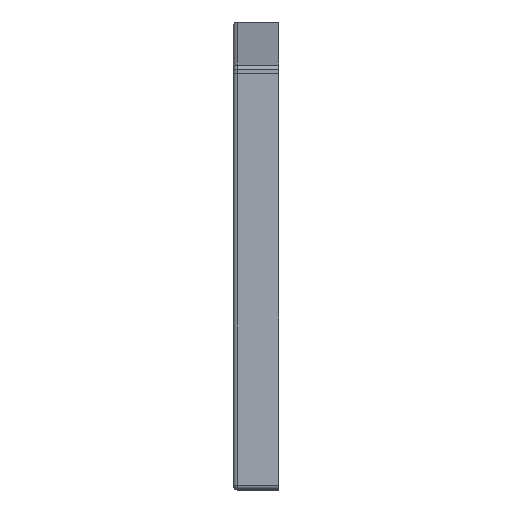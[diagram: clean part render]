
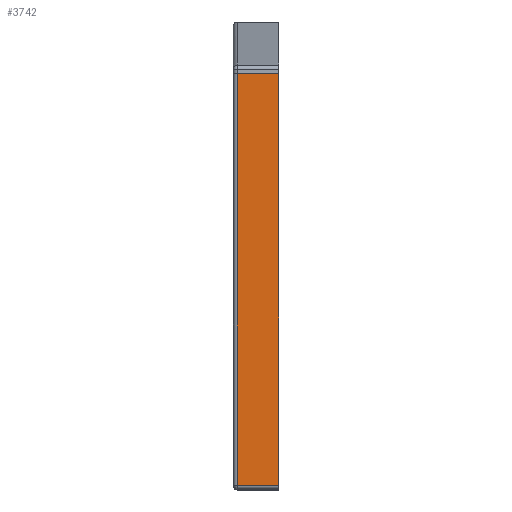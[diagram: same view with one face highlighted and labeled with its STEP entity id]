
A CAD part, left-side view. The second image highlights one B-rep face of the part: STEP entity #3742.
In plain terms, the highlighted planar face has unit normal (-1, 0, 0).
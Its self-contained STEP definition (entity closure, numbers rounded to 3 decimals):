
#232=FACE_OUTER_BOUND('',#446,.T.);
#446=EDGE_LOOP('',(#3091,#3092,#3093,#3094,#3095,#3096,#3097));
#589=LINE('',#5257,#1069);
#895=LINE('',#5917,#1375);
#896=LINE('',#5919,#1376);
#921=LINE('',#5972,#1401);
#922=LINE('',#5974,#1402);
#923=LINE('',#5975,#1403);
#924=LINE('',#5977,#1404);
#1069=VECTOR('',#4190,10.);
#1375=VECTOR('',#4700,10.);
#1376=VECTOR('',#4701,10.);
#1401=VECTOR('',#4778,10.);
#1402=VECTOR('',#4779,10.);
#1403=VECTOR('',#4780,10.);
#1404=VECTOR('',#4783,10.);
#1558=VERTEX_POINT('',#5254);
#1559=VERTEX_POINT('',#5256);
#1810=VERTEX_POINT('',#5914);
#1811=VERTEX_POINT('',#5916);
#1812=VERTEX_POINT('',#5918);
#1814=VERTEX_POINT('',#5971);
#1815=VERTEX_POINT('',#5973);
#1913=EDGE_CURVE('',#1558,#1559,#589,.T.);
#2248=EDGE_CURVE('',#1810,#1811,#895,.T.);
#2249=EDGE_CURVE('',#1811,#1812,#896,.T.);
#2275=EDGE_CURVE('',#1814,#1559,#921,.T.);
#2276=EDGE_CURVE('',#1814,#1815,#922,.T.);
#2277=EDGE_CURVE('',#1815,#1810,#923,.T.);
#2278=EDGE_CURVE('',#1812,#1558,#924,.T.);
#3091=ORIENTED_EDGE('',*,*,#1913,.F.);
#3092=ORIENTED_EDGE('',*,*,#2278,.F.);
#3093=ORIENTED_EDGE('',*,*,#2249,.F.);
#3094=ORIENTED_EDGE('',*,*,#2248,.F.);
#3095=ORIENTED_EDGE('',*,*,#2277,.F.);
#3096=ORIENTED_EDGE('',*,*,#2276,.F.);
#3097=ORIENTED_EDGE('',*,*,#2275,.T.);
#3558=PLANE('',#3999);
#3742=ADVANCED_FACE('',(#232),#3558,.T.);
#3999=AXIS2_PLACEMENT_3D('',#5976,#4781,#4782);
#4190=DIRECTION('',(0.,0.,1.));
#4700=DIRECTION('',(0.,0.,-1.));
#4701=DIRECTION('',(0.,0.,-1.));
#4778=DIRECTION('',(0.,1.,0.));
#4779=DIRECTION('',(0.,-1.,0.));
#4780=DIRECTION('',(0.,-1.,0.));
#4781=DIRECTION('center_axis',(-1.,0.,0.));
#4782=DIRECTION('ref_axis',(0.,0.,-1.));
#4783=DIRECTION('',(0.,1.,0.));
#5254=CARTESIAN_POINT('',(-117.822,4.,-50.694));
#5256=CARTESIAN_POINT('',(-117.802,4.,48.836));
#5257=CARTESIAN_POINT('',(-117.8,4.,55.93));
#5914=CARTESIAN_POINT('',(-117.802,-6.,48.836));
#5916=CARTESIAN_POINT('',(-117.802,-6.,48.83));
#5917=CARTESIAN_POINT('',(-117.812,-6.,-0.486));
#5918=CARTESIAN_POINT('',(-117.822,-6.,-50.694));
#5919=CARTESIAN_POINT('',(-117.812,-6.,-0.486));
#5971=CARTESIAN_POINT('',(-117.802,-4.,48.836));
#5972=CARTESIAN_POINT('',(-117.802,0.,48.836));
#5973=CARTESIAN_POINT('',(-117.802,-5.,48.836));
#5974=CARTESIAN_POINT('',(-117.802,-4.,48.836));
#5975=CARTESIAN_POINT('',(-117.802,-5.,48.836));
#5976=CARTESIAN_POINT('Origin',(-117.802,-4.,48.836));
#5977=CARTESIAN_POINT('',(-117.822,-4.,-50.694));
